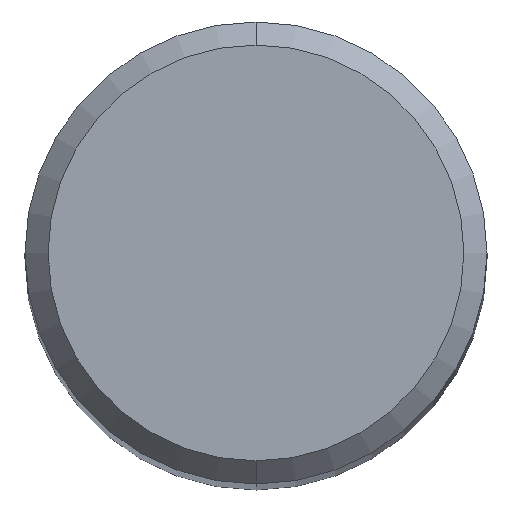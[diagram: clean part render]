
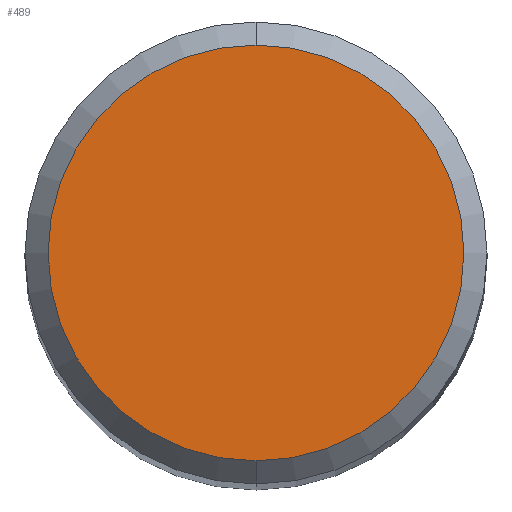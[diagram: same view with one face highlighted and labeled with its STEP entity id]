
A CAD part, top view. The second image highlights one B-rep face of the part: STEP entity #489.
In plain terms, the highlighted planar face has unit normal (0, 0, 1).
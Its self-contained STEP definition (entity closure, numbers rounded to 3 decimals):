
#489=ADVANCED_FACE('',(#1102),#1103,.T.);
#695=VERTEX_POINT('',#1328);
#765=EDGE_CURVE('',#773,#695,#1404,.T.);
#773=VERTEX_POINT('',#1412);
#851=EDGE_CURVE('',#695,#773,#1496,.T.);
#1102=FACE_OUTER_BOUND('',#3376,.T.);
#1103=PLANE('',#3377);
#1328=CARTESIAN_POINT('',(0.,-3.6,0.0));
#1404=CIRCLE('',#6200,3.6);
#1412=CARTESIAN_POINT('',(0.0,3.6,0.0));
#1496=CIRCLE('',#6589,3.6);
#3376=EDGE_LOOP('',(#7862,#7863));
#3377=AXIS2_PLACEMENT_3D('',#7864,#7865,#7866);
#6200=AXIS2_PLACEMENT_3D('',#8170,#8171,#8172);
#6589=AXIS2_PLACEMENT_3D('',#8254,#8255,#8256);
#7862=ORIENTED_EDGE('',*,*,#765,.F.);
#7863=ORIENTED_EDGE('',*,*,#851,.F.);
#7864=CARTESIAN_POINT('',(0.0,1.8,0.0));
#7865=DIRECTION('',(-0.0,0.0,1.0));
#7866=DIRECTION('',(0.0,-1.0,0.0));
#8170=CARTESIAN_POINT('',(0.0,0.0,0.0));
#8171=DIRECTION('',(0.0,0.0,-1.0));
#8172=DIRECTION('',(0.0,1.0,0.0));
#8254=CARTESIAN_POINT('',(0.0,0.0,0.0));
#8255=DIRECTION('',(0.0,0.0,-1.0));
#8256=DIRECTION('',(0.0,1.0,0.0));
